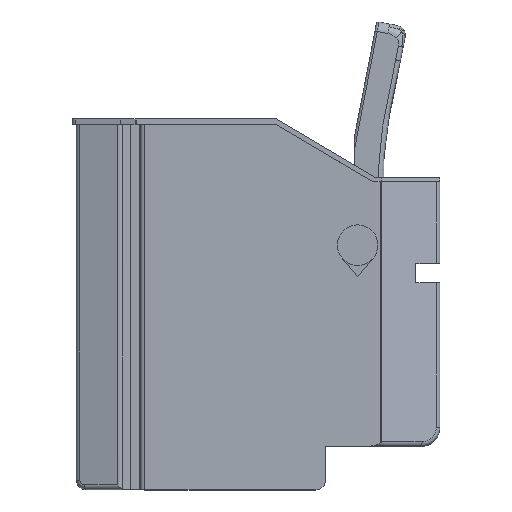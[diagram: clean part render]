
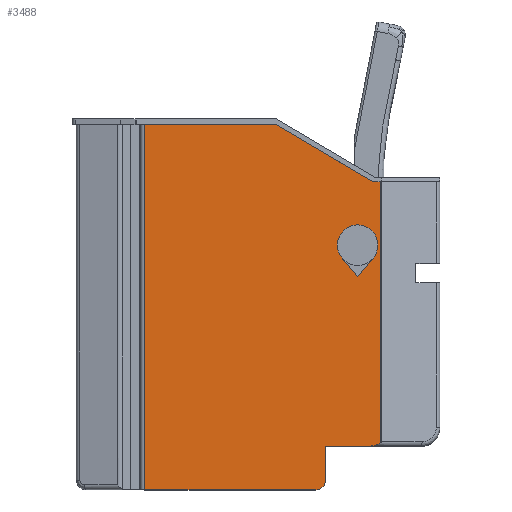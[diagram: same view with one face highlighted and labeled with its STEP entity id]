
A CAD part, top view. The second image highlights one B-rep face of the part: STEP entity #3488.
In plain terms, the highlighted planar face has unit normal (0, 0, 1).
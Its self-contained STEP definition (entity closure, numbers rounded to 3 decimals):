
#46=FACE_BOUND('',#1240,.T.);
#83=PLANE('',#3753);
#323=LINE('',#6886,#695);
#324=LINE('',#6888,#696);
#326=LINE('',#6894,#698);
#328=LINE('',#6898,#700);
#329=LINE('',#6902,#701);
#330=LINE('',#6904,#702);
#331=LINE('',#6908,#703);
#332=LINE('',#6910,#704);
#333=LINE('',#6911,#705);
#334=LINE('',#6914,#706);
#335=LINE('',#6916,#707);
#695=VECTOR('',#4299,10.);
#696=VECTOR('',#4300,10.);
#698=VECTOR('',#4306,10.);
#700=VECTOR('',#4310,10.);
#701=VECTOR('',#4313,10.);
#702=VECTOR('',#4314,10.);
#703=VECTOR('',#4317,10.);
#704=VECTOR('',#4318,10.);
#705=VECTOR('',#4319,10.);
#706=VECTOR('',#4320,10.);
#707=VECTOR('',#4321,10.);
#916=ELLIPSE('',#3755,3.626,1.);
#1046=FACE_OUTER_BOUND('',#1239,.T.);
#1239=EDGE_LOOP('',(#2753,#2754,#2755,#2756,#2757,#2758,#2759,#2760,#2761,
#2762,#2763));
#1240=EDGE_LOOP('',(#2764,#2765,#2766));
#1420=CIRCLE('',#3754,2.);
#1421=CIRCLE('',#3756,4.2);
#1680=VERTEX_POINT('',#6883);
#1681=VERTEX_POINT('',#6885);
#1682=VERTEX_POINT('',#6887);
#1684=VERTEX_POINT('',#6892);
#1685=VERTEX_POINT('',#6897);
#1686=VERTEX_POINT('',#6899);
#1687=VERTEX_POINT('',#6901);
#1688=VERTEX_POINT('',#6903);
#1689=VERTEX_POINT('',#6905);
#1690=VERTEX_POINT('',#6907);
#1691=VERTEX_POINT('',#6909);
#1692=VERTEX_POINT('',#6912);
#1693=VERTEX_POINT('',#6913);
#1694=VERTEX_POINT('',#6915);
#2079=EDGE_CURVE('',#1681,#1680,#323,.T.);
#2080=EDGE_CURVE('',#1682,#1681,#324,.T.);
#2083=EDGE_CURVE('',#1684,#1680,#326,.T.);
#2085=EDGE_CURVE('',#1684,#1685,#328,.T.);
#2086=EDGE_CURVE('',#1686,#1685,#1420,.T.);
#2087=EDGE_CURVE('',#1686,#1687,#329,.T.);
#2088=EDGE_CURVE('',#1687,#1688,#330,.T.);
#2089=EDGE_CURVE('',#1689,#1688,#916,.T.);
#2090=EDGE_CURVE('',#1690,#1689,#331,.T.);
#2091=EDGE_CURVE('',#1690,#1691,#332,.T.);
#2092=EDGE_CURVE('',#1691,#1682,#333,.T.);
#2093=EDGE_CURVE('',#1692,#1693,#334,.T.);
#2094=EDGE_CURVE('',#1693,#1694,#335,.T.);
#2095=EDGE_CURVE('',#1694,#1692,#1421,.T.);
#2753=ORIENTED_EDGE('',*,*,#2083,.F.);
#2754=ORIENTED_EDGE('',*,*,#2085,.T.);
#2755=ORIENTED_EDGE('',*,*,#2086,.F.);
#2756=ORIENTED_EDGE('',*,*,#2087,.T.);
#2757=ORIENTED_EDGE('',*,*,#2088,.T.);
#2758=ORIENTED_EDGE('',*,*,#2089,.F.);
#2759=ORIENTED_EDGE('',*,*,#2090,.F.);
#2760=ORIENTED_EDGE('',*,*,#2091,.T.);
#2761=ORIENTED_EDGE('',*,*,#2092,.T.);
#2762=ORIENTED_EDGE('',*,*,#2080,.T.);
#2763=ORIENTED_EDGE('',*,*,#2079,.T.);
#2764=ORIENTED_EDGE('',*,*,#2093,.T.);
#2765=ORIENTED_EDGE('',*,*,#2094,.T.);
#2766=ORIENTED_EDGE('',*,*,#2095,.T.);
#3488=ADVANCED_FACE('',(#1046,#46),#83,.T.);
#3753=AXIS2_PLACEMENT_3D('',#6896,#4308,#4309);
#3754=AXIS2_PLACEMENT_3D('',#6900,#4311,#4312);
#3755=AXIS2_PLACEMENT_3D('',#6906,#4315,#4316);
#3756=AXIS2_PLACEMENT_3D('',#6917,#4322,#4323);
#4299=DIRECTION('',(-1.,0.,0.));
#4300=DIRECTION('',(-1.,0.,0.));
#4306=DIRECTION('',(0.,1.,0.));
#4308=DIRECTION('center_axis',(0.,0.,1.));
#4309=DIRECTION('ref_axis',(1.,0.,0.));
#4310=DIRECTION('',(1.,0.,0.));
#4311=DIRECTION('center_axis',(0.,0.,-1.));
#4312=DIRECTION('ref_axis',(0.707,-0.707,0.));
#4313=DIRECTION('',(0.,1.,0.));
#4314=DIRECTION('',(1.,0.,0.));
#4315=DIRECTION('center_axis',(0.,0.,-1.));
#4316=DIRECTION('ref_axis',(1.,0.,0.));
#4317=DIRECTION('',(0.,-1.,0.));
#4318=DIRECTION('',(-1.,0.,0.));
#4319=DIRECTION('',(-0.861,0.509,0.));
#4320=DIRECTION('',(-0.643,-0.766,0.));
#4321=DIRECTION('',(-0.643,0.766,0.));
#4322=DIRECTION('center_axis',(0.,0.,-1.));
#4323=DIRECTION('ref_axis',(1.,0.,0.));
#6883=CARTESIAN_POINT('',(-35.5,75.8,14.75));
#6885=CARTESIAN_POINT('',(-10.2,75.8,14.75));
#6886=CARTESIAN_POINT('',(-22.859,75.8,14.75));
#6887=CARTESIAN_POINT('',(-8.169,75.8,14.75));
#6888=CARTESIAN_POINT('',(-22.859,75.8,14.75));
#6892=CARTESIAN_POINT('',(-35.5,0.,14.75));
#6894=CARTESIAN_POINT('',(-35.5,0.,14.75));
#6896=CARTESIAN_POINT('Origin',(-36.5,0.,14.75));
#6897=CARTESIAN_POINT('',(0.,0.,14.75));
#6898=CARTESIAN_POINT('',(-49.7,0.,14.75));
#6899=CARTESIAN_POINT('',(2.,2.,14.75));
#6900=CARTESIAN_POINT('Origin',(0.,2.,14.75));
#6901=CARTESIAN_POINT('',(2.,9.,14.75));
#6902=CARTESIAN_POINT('',(2.,4.5,14.75));
#6903=CARTESIAN_POINT('',(9.974,9.,14.75));
#6904=CARTESIAN_POINT('',(-4.75,9.,14.75));
#6905=CARTESIAN_POINT('',(13.459,9.724,14.75));
#6906=CARTESIAN_POINT('Origin',(9.974,10.,14.75));
#6907=CARTESIAN_POINT('',(13.459,64.,14.75));
#6908=CARTESIAN_POINT('',(13.459,0.,14.75));
#6909=CARTESIAN_POINT('',(11.8,64.,14.75));
#6910=CARTESIAN_POINT('',(-11.45,64.,14.75));
#6911=CARTESIAN_POINT('',(7.915,66.295,14.75));
#6912=CARTESIAN_POINT('',(11.917,48.1,14.75));
#6913=CARTESIAN_POINT('',(8.7,44.266,14.75));
#6914=CARTESIAN_POINT('',(-11.536,20.149,14.75));
#6915=CARTESIAN_POINT('',(5.483,48.1,14.75));
#6916=CARTESIAN_POINT('',(8.652,44.323,14.75));
#6917=CARTESIAN_POINT('Origin',(8.7,50.8,14.75));
